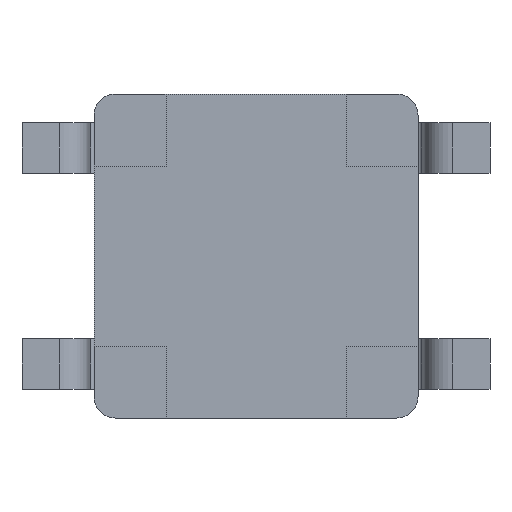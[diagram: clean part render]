
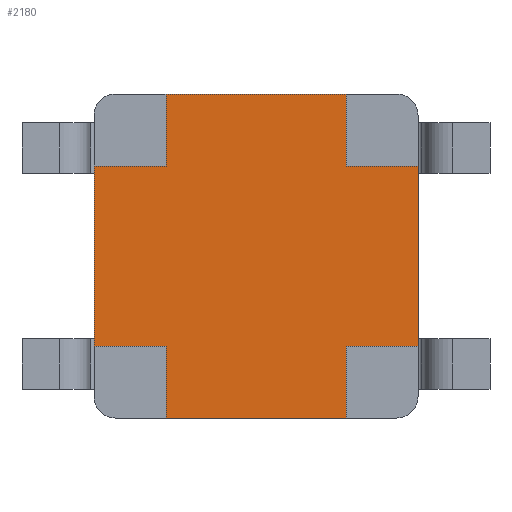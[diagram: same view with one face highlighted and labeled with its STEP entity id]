
A CAD part, left-side view. The second image highlights one B-rep face of the part: STEP entity #2180.
In plain terms, the highlighted planar face has unit normal (-1, 0, 0).
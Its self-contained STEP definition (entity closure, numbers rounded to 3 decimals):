
#101=DIRECTION('',(0.,1.,0.));
#102=VECTOR('',#101,2.5);
#103=CARTESIAN_POINT('',(0.3,-1.25,2.25));
#104=LINE('',#103,#102);
#133=DIRECTION('',(0.,0.,1.));
#134=VECTOR('',#133,2.5);
#135=CARTESIAN_POINT('',(0.3,-2.25,-1.25));
#136=LINE('',#135,#134);
#169=DIRECTION('',(0.,-1.,0.));
#170=VECTOR('',#169,2.5);
#171=CARTESIAN_POINT('',(0.3,1.25,-2.25));
#172=LINE('',#171,#170);
#197=DIRECTION('',(0.,0.,-1.));
#198=VECTOR('',#197,2.5);
#199=CARTESIAN_POINT('',(0.3,2.25,1.25));
#200=LINE('',#199,#198);
#242=DIRECTION('',(0.,1.,0.));
#243=VECTOR('',#242,1.);
#244=CARTESIAN_POINT('',(0.3,-2.25,-1.25));
#245=LINE('',#244,#243);
#246=DIRECTION('',(0.,0.,-1.));
#247=VECTOR('',#246,1.);
#248=CARTESIAN_POINT('',(0.3,-1.25,-1.25));
#249=LINE('',#248,#247);
#250=DIRECTION('',(0.,0.,1.));
#251=VECTOR('',#250,1.);
#252=CARTESIAN_POINT('',(0.3,1.25,-2.25));
#253=LINE('',#252,#251);
#254=DIRECTION('',(0.,1.,0.));
#255=VECTOR('',#254,1.);
#256=CARTESIAN_POINT('',(0.3,1.25,-1.25));
#257=LINE('',#256,#255);
#258=DIRECTION('',(0.,-1.,0.));
#259=VECTOR('',#258,1.);
#260=CARTESIAN_POINT('',(0.3,2.25,1.25));
#261=LINE('',#260,#259);
#262=DIRECTION('',(0.,0.,1.));
#263=VECTOR('',#262,1.);
#264=CARTESIAN_POINT('',(0.3,1.25,1.25));
#265=LINE('',#264,#263);
#266=DIRECTION('',(0.,0.,-1.));
#267=VECTOR('',#266,1.);
#268=CARTESIAN_POINT('',(0.3,-1.25,2.25));
#269=LINE('',#268,#267);
#270=DIRECTION('',(0.,-1.,0.));
#271=VECTOR('',#270,1.);
#272=CARTESIAN_POINT('',(0.3,-1.25,1.25));
#273=LINE('',#272,#271);
#1570=CARTESIAN_POINT('',(0.3,-2.25,-1.25));
#1571=VERTEX_POINT('',#1570);
#1572=CARTESIAN_POINT('',(0.3,-2.25,1.25));
#1573=VERTEX_POINT('',#1572);
#1677=CARTESIAN_POINT('',(0.3,2.25,1.25));
#1678=VERTEX_POINT('',#1677);
#1679=CARTESIAN_POINT('',(0.3,2.25,-1.25));
#1680=VERTEX_POINT('',#1679);
#1749=CARTESIAN_POINT('',(0.3,-1.25,2.25));
#1750=VERTEX_POINT('',#1749);
#1751=CARTESIAN_POINT('',(0.3,1.25,2.25));
#1752=VERTEX_POINT('',#1751);
#1757=CARTESIAN_POINT('',(0.3,-1.25,1.25));
#1758=VERTEX_POINT('',#1757);
#1759=CARTESIAN_POINT('',(0.3,-1.25,-1.25));
#1760=VERTEX_POINT('',#1759);
#1761=CARTESIAN_POINT('',(0.3,-1.25,-2.25));
#1762=VERTEX_POINT('',#1761);
#1763=CARTESIAN_POINT('',(0.3,1.25,-2.25));
#1764=VERTEX_POINT('',#1763);
#1765=CARTESIAN_POINT('',(0.3,1.25,-1.25));
#1766=VERTEX_POINT('',#1765);
#1767=CARTESIAN_POINT('',(0.3,1.25,1.25));
#1768=VERTEX_POINT('',#1767);
#2156=CARTESIAN_POINT('',(0.3,0.,0.));
#2157=DIRECTION('',(-1.,0.,0.));
#2158=DIRECTION('',(0.,0.,1.));
#2159=AXIS2_PLACEMENT_3D('',#2156,#2157,#2158);
#2160=PLANE('',#2159);
#2161=ORIENTED_EDGE('',*,*,#1994,.F.);
#2163=ORIENTED_EDGE('',*,*,#2162,.T.);
#2165=ORIENTED_EDGE('',*,*,#2164,.T.);
#2166=ORIENTED_EDGE('',*,*,#2048,.F.);
#2168=ORIENTED_EDGE('',*,*,#2167,.T.);
#2170=ORIENTED_EDGE('',*,*,#2169,.T.);
#2171=ORIENTED_EDGE('',*,*,#2084,.F.);
#2173=ORIENTED_EDGE('',*,*,#2172,.T.);
#2174=ORIENTED_EDGE('',*,*,#2149,.T.);
#2175=ORIENTED_EDGE('',*,*,#1943,.F.);
#2176=ORIENTED_EDGE('',*,*,#1962,.T.);
#2177=ORIENTED_EDGE('',*,*,#1976,.T.);
#2178=EDGE_LOOP('',(#2161,#2163,#2165,#2166,#2168,#2170,#2171,#2173,#2174,#2175,
#2176,#2177));
#2179=FACE_OUTER_BOUND('',#2178,.F.);
#1943=EDGE_CURVE('',#1750,#1752,#104,.T.);
#1962=EDGE_CURVE('',#1750,#1758,#269,.T.);
#1976=EDGE_CURVE('',#1758,#1573,#273,.T.);
#1994=EDGE_CURVE('',#1571,#1573,#136,.T.);
#2048=EDGE_CURVE('',#1764,#1762,#172,.T.);
#2084=EDGE_CURVE('',#1678,#1680,#200,.T.);
#2149=EDGE_CURVE('',#1768,#1752,#265,.T.);
#2162=EDGE_CURVE('',#1571,#1760,#245,.T.);
#2164=EDGE_CURVE('',#1760,#1762,#249,.T.);
#2167=EDGE_CURVE('',#1764,#1766,#253,.T.);
#2169=EDGE_CURVE('',#1766,#1680,#257,.T.);
#2172=EDGE_CURVE('',#1678,#1768,#261,.T.);
#2180=ADVANCED_FACE('',(#2179),#2160,.T.);
